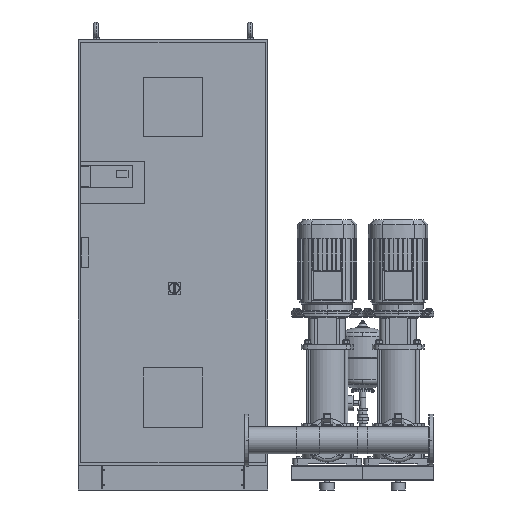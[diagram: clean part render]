
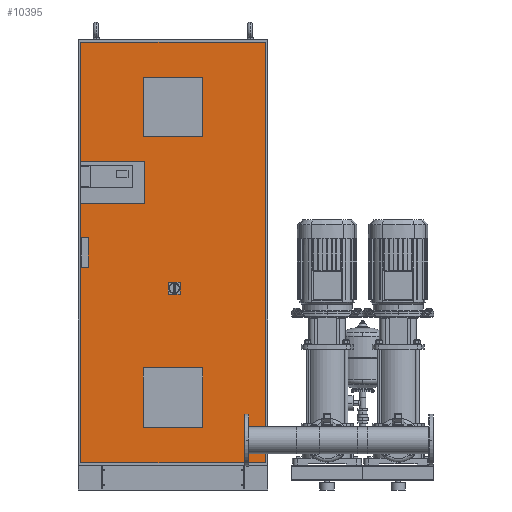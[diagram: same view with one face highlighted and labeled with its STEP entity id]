
A CAD part, front view. The second image highlights one B-rep face of the part: STEP entity #10395.
In plain terms, the highlighted planar face has unit normal (0, -1, 0).
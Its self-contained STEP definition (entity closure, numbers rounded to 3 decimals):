
#9513=CARTESIAN_POINT('',(-858.0,-237.5,940.0));
#9514=VERTEX_POINT('',#9513);
#9521=CARTESIAN_POINT('',(-858.0,-237.5,1065.0));
#9522=VERTEX_POINT('',#9521);
#9523=CARTESIAN_POINT('',(-858.0,-237.5,1065.0));
#9524=DIRECTION('',(0.0,0.0,-1.0));
#9525=VECTOR('',#9524,125.0);
#9526=LINE('',#9523,#9525);
#9527=EDGE_CURVE('',#9522,#9514,#9526,.T.);
#9551=CARTESIAN_POINT('',(-888.0,-237.5,940.0));
#9552=VERTEX_POINT('',#9551);
#9559=CARTESIAN_POINT('',(-858.0,-237.5,940.0));
#9560=DIRECTION('',(-1.0,0.0,0.0));
#9561=VECTOR('',#9560,30.0);
#9562=LINE('',#9559,#9561);
#9563=EDGE_CURVE('',#9514,#9552,#9562,.T.);
#9582=CARTESIAN_POINT('',(-888.0,-237.5,1065.0));
#9583=VERTEX_POINT('',#9582);
#9590=CARTESIAN_POINT('',(-888.0,-237.5,940.0));
#9591=DIRECTION('',(0.0,0.0,1.0));
#9592=VECTOR('',#9591,125.0);
#9593=LINE('',#9590,#9592);
#9594=EDGE_CURVE('',#9552,#9583,#9593,.T.);
#9612=CARTESIAN_POINT('',(-888.0,-237.5,1065.0));
#9613=DIRECTION('',(1.0,0.0,0.0));
#9614=VECTOR('',#9613,30.0);
#9615=LINE('',#9612,#9614);
#9616=EDGE_CURVE('',#9583,#9522,#9615,.T.);
#9679=CARTESIAN_POINT('',(-890.0,-237.5,1210.0));
#9680=VERTEX_POINT('',#9679);
#9697=CARTESIAN_POINT('',(-890.0,-237.5,115.0));
#9698=VERTEX_POINT('',#9697);
#9705=CARTESIAN_POINT('',(-890.0,-237.5,115.0));
#9706=DIRECTION('',(0.0,0.0,1.0));
#9707=VECTOR('',#9706,1095.0);
#9708=LINE('',#9705,#9707);
#9709=EDGE_CURVE('',#9698,#9680,#9708,.T.);
#9727=CARTESIAN_POINT('',(-620.0,-237.5,1385.0));
#9728=VERTEX_POINT('',#9727);
#9735=CARTESIAN_POINT('',(-890.0,-237.5,1385.0));
#9736=VERTEX_POINT('',#9735);
#9737=CARTESIAN_POINT('',(-890.0,-237.5,1385.0));
#9738=DIRECTION('',(1.0,0.0,0.0));
#9739=VECTOR('',#9738,270.0);
#9740=LINE('',#9737,#9739);
#9741=EDGE_CURVE('',#9736,#9728,#9740,.T.);
#9774=CARTESIAN_POINT('',(-620.0,-237.5,1210.0));
#9775=VERTEX_POINT('',#9774);
#9782=CARTESIAN_POINT('',(-620.0,-237.5,1385.0));
#9783=DIRECTION('',(0.0,0.0,-1.0));
#9784=VECTOR('',#9783,175.0);
#9785=LINE('',#9782,#9784);
#9786=EDGE_CURVE('',#9728,#9775,#9785,.T.);
#9811=CARTESIAN_POINT('',(-620.0,-237.5,1210.0));
#9812=DIRECTION('',(-1.0,0.0,0.0));
#9813=VECTOR('',#9812,270.0);
#9814=LINE('',#9811,#9813);
#9815=EDGE_CURVE('',#9775,#9680,#9814,.T.);
#9854=CARTESIAN_POINT('',(-375.,-237.5,1740.0));
#9855=VERTEX_POINT('',#9854);
#9862=CARTESIAN_POINT('',(-625.,-237.5,1740.0));
#9863=VERTEX_POINT('',#9862);
#9864=CARTESIAN_POINT('',(-625.,-237.5,1740.0));
#9865=DIRECTION('',(1.0,0.0,0.0));
#9866=VECTOR('',#9865,250.0);
#9867=LINE('',#9864,#9866);
#9868=EDGE_CURVE('',#9863,#9855,#9867,.T.);
#9892=CARTESIAN_POINT('',(-375.,-237.5,1490.0));
#9893=VERTEX_POINT('',#9892);
#9900=CARTESIAN_POINT('',(-375.,-237.5,1740.0));
#9901=DIRECTION('',(0.0,0.0,-1.0));
#9902=VECTOR('',#9901,250.0);
#9903=LINE('',#9900,#9902);
#9904=EDGE_CURVE('',#9855,#9893,#9903,.T.);
#9923=CARTESIAN_POINT('',(-625.0,-237.5,1490.0));
#9924=VERTEX_POINT('',#9923);
#9931=CARTESIAN_POINT('',(-375.,-237.5,1490.0));
#9932=DIRECTION('',(-1.0,0.0,0.0));
#9933=VECTOR('',#9932,250.);
#9934=LINE('',#9931,#9933);
#9935=EDGE_CURVE('',#9893,#9924,#9934,.T.);
#9953=CARTESIAN_POINT('',(-625.0,-237.5,1490.0));
#9954=DIRECTION('',(0.0,0.0,1.0));
#9955=VECTOR('',#9954,250.0);
#9956=LINE('',#9953,#9955);
#9957=EDGE_CURVE('',#9924,#9863,#9956,.T.);
#9990=CARTESIAN_POINT('',(-375.0,-237.5,265.0));
#9991=VERTEX_POINT('',#9990);
#9998=CARTESIAN_POINT('',(-375.0,-237.5,515.0));
#9999=VERTEX_POINT('',#9998);
#10000=CARTESIAN_POINT('',(-375.0,-237.5,515.0));
#10001=DIRECTION('',(0.0,0.0,-1.0));
#10002=VECTOR('',#10001,250.0);
#10003=LINE('',#10000,#10002);
#10004=EDGE_CURVE('',#9999,#9991,#10003,.T.);
#10028=CARTESIAN_POINT('',(-625.,-237.5,265.0));
#10029=VERTEX_POINT('',#10028);
#10036=CARTESIAN_POINT('',(-375.0,-237.5,265.0));
#10037=DIRECTION('',(-1.0,0.0,0.0));
#10038=VECTOR('',#10037,250.);
#10039=LINE('',#10036,#10038);
#10040=EDGE_CURVE('',#9991,#10029,#10039,.T.);
#10059=CARTESIAN_POINT('',(-625.0,-237.5,515.0));
#10060=VERTEX_POINT('',#10059);
#10067=CARTESIAN_POINT('',(-625.,-237.5,265.0));
#10068=DIRECTION('',(0.0,0.0,1.0));
#10069=VECTOR('',#10068,250.0);
#10070=LINE('',#10067,#10069);
#10071=EDGE_CURVE('',#10029,#10060,#10070,.T.);
#10089=CARTESIAN_POINT('',(-625.0,-237.5,515.0));
#10090=DIRECTION('',(1.0,0.0,0.0));
#10091=VECTOR('',#10090,250.0);
#10092=LINE('',#10089,#10091);
#10093=EDGE_CURVE('',#10060,#9999,#10092,.T.);
#10252=CARTESIAN_POINT('',(-110.,-237.5,1890.0));
#10253=VERTEX_POINT('',#10252);
#10254=CARTESIAN_POINT('',(-110.0,-237.5,115.0));
#10255=VERTEX_POINT('',#10254);
#10256=CARTESIAN_POINT('',(-110.,-237.5,1890.0));
#10257=DIRECTION('',(0.0,0.0,-1.0));
#10258=VECTOR('',#10257,1775.0);
#10259=LINE('',#10256,#10258);
#10260=EDGE_CURVE('',#10253,#10255,#10259,.T.);
#10292=CARTESIAN_POINT('',(-110.0,-237.5,115.0));
#10293=DIRECTION('',(-1.0,0.0,0.0));
#10294=VECTOR('',#10293,780.0);
#10295=LINE('',#10292,#10294);
#10296=EDGE_CURVE('',#10255,#9698,#10295,.T.);
#10315=CARTESIAN_POINT('',(-890.0,-237.5,1890.0));
#10316=VERTEX_POINT('',#10315);
#10317=CARTESIAN_POINT('',(-890.0,-237.5,1385.0));
#10318=DIRECTION('',(0.0,0.0,1.0));
#10319=VECTOR('',#10318,505.0);
#10320=LINE('',#10317,#10319);
#10321=EDGE_CURVE('',#9736,#10316,#10320,.T.);
#10345=CARTESIAN_POINT('',(-890.0,-237.5,1890.0));
#10346=DIRECTION('',(1.0,0.0,0.0));
#10347=VECTOR('',#10346,780.);
#10348=LINE('',#10345,#10347);
#10349=EDGE_CURVE('',#10316,#10253,#10348,.T.);
#10362=CARTESIAN_POINT('',(-500.,-237.5,1002.5));
#10363=DIRECTION('',(0.0,1.0,0.0));
#10364=DIRECTION('',(0.0,0.0,1.0));
#10365=AXIS2_PLACEMENT_3D('',#10362,#10363,#10364);
#10366=PLANE('',#10365);
#10367=ORIENTED_EDGE('',*,*,#9815,.T.);
#10368=ORIENTED_EDGE('',*,*,#9709,.F.);
#10369=ORIENTED_EDGE('',*,*,#10296,.F.);
#10370=ORIENTED_EDGE('',*,*,#10260,.F.);
#10371=ORIENTED_EDGE('',*,*,#10349,.F.);
#10372=ORIENTED_EDGE('',*,*,#10321,.F.);
#10373=ORIENTED_EDGE('',*,*,#9741,.T.);
#10374=ORIENTED_EDGE('',*,*,#9786,.T.);
#10375=EDGE_LOOP('',(#10367,#10368,#10369,#10370,#10371,#10372,#10373,#10374));
#10376=FACE_OUTER_BOUND('',#10375,.T.);
#10377=ORIENTED_EDGE('',*,*,#9527,.T.);
#10378=ORIENTED_EDGE('',*,*,#9563,.T.);
#10379=ORIENTED_EDGE('',*,*,#9594,.T.);
#10380=ORIENTED_EDGE('',*,*,#9616,.T.);
#10381=EDGE_LOOP('',(#10377,#10378,#10379,#10380));
#10382=FACE_BOUND('',#10381,.T.);
#10383=ORIENTED_EDGE('',*,*,#9868,.T.);
#10384=ORIENTED_EDGE('',*,*,#9904,.T.);
#10385=ORIENTED_EDGE('',*,*,#9935,.T.);
#10386=ORIENTED_EDGE('',*,*,#9957,.T.);
#10387=EDGE_LOOP('',(#10383,#10384,#10385,#10386));
#10388=FACE_BOUND('',#10387,.T.);
#10389=ORIENTED_EDGE('',*,*,#10004,.T.);
#10390=ORIENTED_EDGE('',*,*,#10040,.T.);
#10391=ORIENTED_EDGE('',*,*,#10071,.T.);
#10392=ORIENTED_EDGE('',*,*,#10093,.T.);
#10393=EDGE_LOOP('',(#10389,#10390,#10391,#10392));
#10394=FACE_BOUND('',#10393,.T.);
#10395=ADVANCED_FACE('',(#10376,#10382,#10388,#10394),#10366,.F.);
